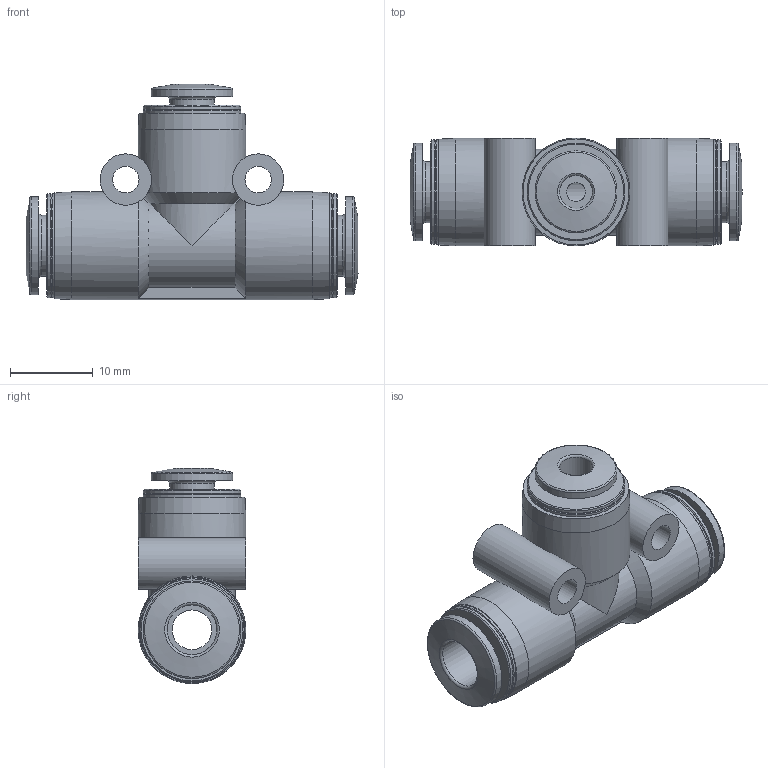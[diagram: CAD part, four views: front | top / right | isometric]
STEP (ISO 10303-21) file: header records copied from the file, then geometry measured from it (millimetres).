
FILE_DESCRIPTION(/* description */ ('STEP AP214'),/* implementation_level */ '2;1');
FILE_NAME(/* name */ '153134_QST-6-4',/* time_stamp */ '2024-09-13T07:26:50+02:00',/* author */ ('License CC BY-ND 4.0'),/* organization */ ('CADENAS'),/* preprocessor_version */ 'ST-DEVELOPER v19.3',/* originating_system */ 'PARTsolutions',/* authorisation */ ' ');
FILE_SCHEMA (('AUTOMOTIVE_DESIGN {1 0 10303 214 3 1 1}'));
Length unit declared in the file: millimetre
Products named in the file (1): 153134 QST-6-4
Bounding box: 40.1 x 13 x 25.99 mm (x, y, z)
Volume: 5371.1 mm3; surface area: 4183.4 mm2
Topology: 1 solids, 1 shells, 79 faces, 174 edges, 108 vertices
Faces by surface type: cylinder 27, plane 22, cone 21, torus 9
Full cylindrical faces by diameter (mm): 2.3 x1, 3.2 x2, 4 x1, 4.8 x1, 5.4 x1, 6 x2, 6.2 x2, 7.4 x2, 9.9 x1, 11.8 x4, 12.6 x4, 13 x2
Entity records: 2545 total; most frequent: CARTESIAN_POINT 426, DIRECTION 336, ORIENTED_EDGE 238, AXIS2_PLACEMENT_3D 162, EDGE_LOOP 146, FACE_BOUND 146, EDGE_CURVE 119, VERTEX_POINT 101
